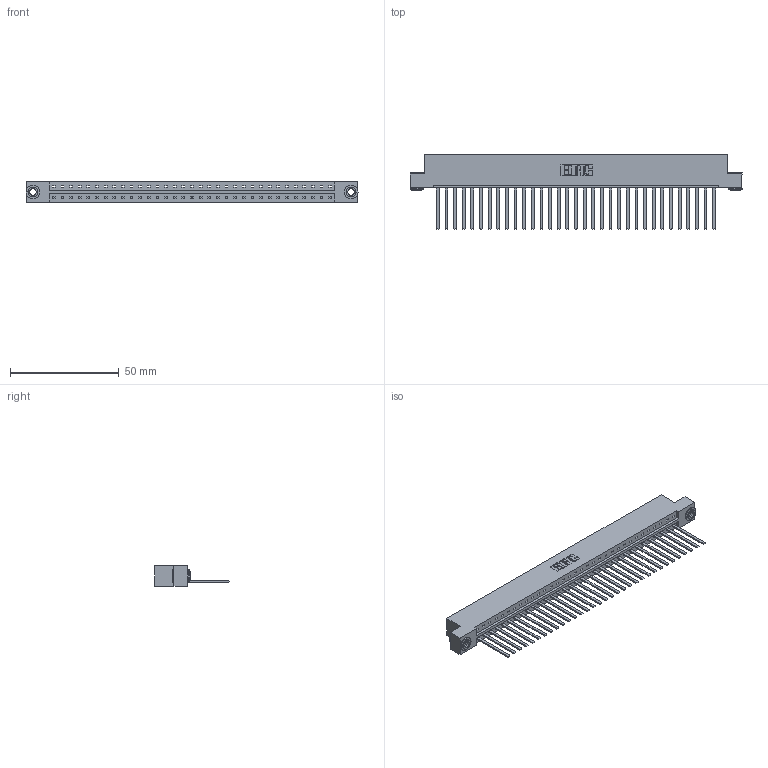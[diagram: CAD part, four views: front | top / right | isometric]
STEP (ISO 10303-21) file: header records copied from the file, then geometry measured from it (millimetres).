
FILE_DESCRIPTION (( 'STEP AP203' ), '1' );
FILE_NAME ('833-033-544-103.STEP', '2020-06-02T20:35:19', ( '' ), ( '' ), 'SwSTEP 2.0', 'SolidWorks 2020', '' );
FILE_SCHEMA (( 'CONFIG_CONTROL_DESIGN' ));
Length unit declared in the file: inch
Products named in the file (4): 833-033-544-103; 345-250-002_345-250-002-102; 833 Part_Flush - .156 Dia - TH; 345-292-001_345-293-144
Assembly tree (36 placements, depth 2):
  833-033-544-103
    833 Part_Flush - .156 Dia - TH
    345-292-001_345-293-144  x33
    345-250-002_345-250-002-102  x2
Bounding box: 152.3 x 34.3 x 9.4 mm (x, y, z)
Volume: 15649.7 mm3; surface area: 18344.1 mm2
Topology: 36 solids, 36 shells, 1868 faces, 5601 edges, 3686 vertices
Faces by surface type: plane 1334, cylinder 526, cone 8
Entity records: 21804 total; most frequent: CARTESIAN_POINT 3740, ORIENTED_EDGE 3702, DIRECTION 3203, EDGE_CURVE 1851, LINE 1703, VECTOR 1703, VERTEX_POINT 1230, AXIS2_PLACEMENT_3D 750
